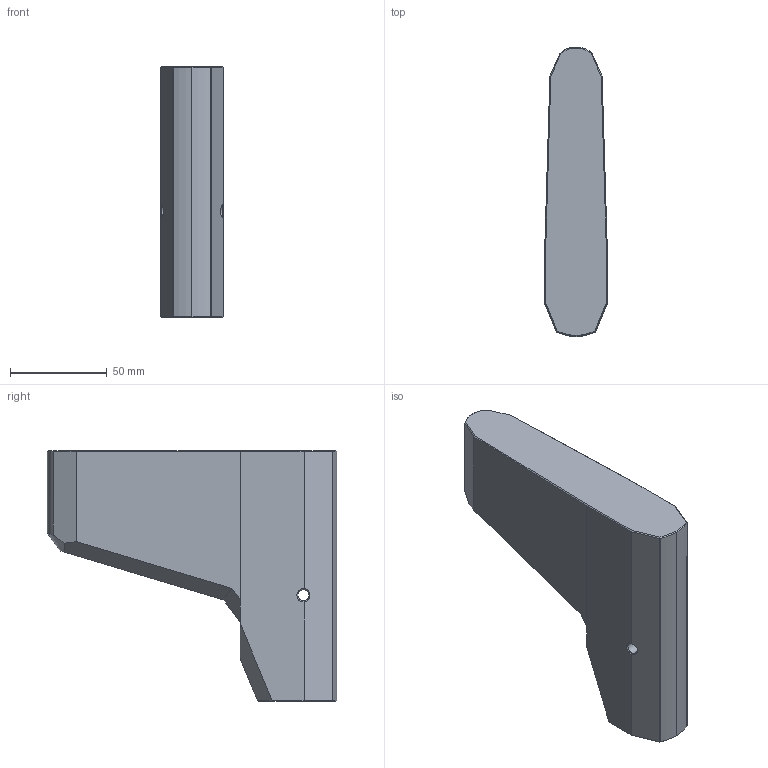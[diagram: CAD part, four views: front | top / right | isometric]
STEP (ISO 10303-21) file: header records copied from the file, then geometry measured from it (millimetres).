
FILE_DESCRIPTION(/* description */ ('Unknown'),/* implementation_level */ '2;1');
FILE_NAME(/* name */ 'filmDigitizer_135_filmCarrier_rokinon100mm_collar_jerichoGrip_buttStock_stock_V2',/* time_stamp */ '2024-05-09T15:19:24-04:00',/* author */ ('Unknown'),/* organization */ ('Unknown'),/* preprocessor_version */ 'ST-DEVELOPER v18.1',/* originating_system */ 'Solid Edge',/* authorisation */ 'Unknown');
FILE_SCHEMA (('AUTOMOTIVE_DESIGN {1 0 10303 214 3 1 1}'));
Length unit declared in the file: millimetre
Products named in the file (2): filmDigitizer_135_filmCarrier_V2; filmDigitizer_135_filmCarrier_rokinon100mm_collar_jerichoGrip_buttSto
ck_stock_V2
Assembly tree (1 placements, depth 2):
  filmDigitizer_135_filmCarrier_V2
    filmDigitizer_135_filmCarrier_rokinon100mm_collar_jerichoGrip_buttSto
ck_stock_V2
Bounding box: 32.16 x 149.93 x 130 mm (x, y, z)
Volume: 334507.6 mm3; surface area: 44840.4 mm2
Topology: 1 solids, 1 shells, 66 faces, 168 edges, 103 vertices
Faces by surface type: plane 45, cone 9, cylinder 7, bspline 5
Full cylindrical faces by diameter (mm): 5.842 x2, 18.415 x1
Entity records: 2161 total; most frequent: CARTESIAN_POINT 635, ORIENTED_EDGE 316, DIRECTION 274, EDGE_CURVE 158, LINE 112, VECTOR 112, VERTEX_POINT 98, AXIS2_PLACEMENT_3D 81
